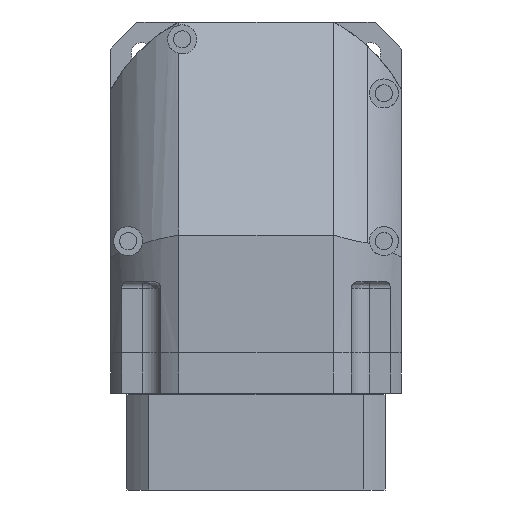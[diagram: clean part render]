
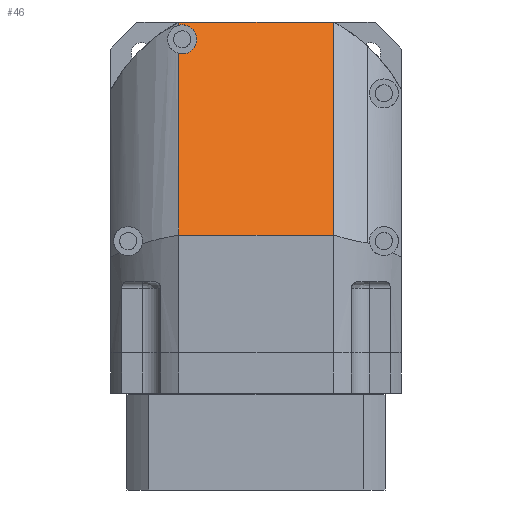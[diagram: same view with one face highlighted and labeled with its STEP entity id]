
A CAD part, front view. The second image highlights one B-rep face of the part: STEP entity #46.
In plain terms, the highlighted face is planar.
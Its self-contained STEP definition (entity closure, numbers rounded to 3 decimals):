
#46 = ADVANCED_FACE ( 'NONE', ( #4130 ), #14399, .T. ) ;
#415 = CARTESIAN_POINT ( 'NONE',  ( 35.121, 22.875, 63.564 ) ) ;
#586 = VECTOR ( 'NONE', #4511, 1000. ) ;
#684 = ORIENTED_EDGE ( 'NONE', *, *, #21083, .T. ) ;
#755 = DIRECTION ( 'NONE',  ( 0.804, 0., -0.594 ) ) ;
#848 = CARTESIAN_POINT ( 'NONE',  ( 57.123, -118.452, 47.318 ) ) ;
#921 = VERTEX_POINT ( 'NONE', #6219 ) ;
#1060 = DIRECTION ( 'NONE',  ( 0.594, 0., 0.804 ) ) ;
#1097 = EDGE_CURVE ( 'NONE', #14551, #13631, #9593, .T. ) ;
#2015 = CARTESIAN_POINT ( 'NONE',  ( 44.121, 22.875, 56.919 ) ) ;
#2123 = CARTESIAN_POINT ( 'NONE',  ( -21., -24., 105. ) ) ;
#2260 = DIRECTION ( 'NONE',  ( 0.804, 0., -0.594 ) ) ;
#2371 = CARTESIAN_POINT ( 'NONE',  ( 45., -24., 56.269 ) ) ;
#2856 = CARTESIAN_POINT ( 'NONE',  ( 45., 24., 56.269 ) ) ;
#3679 = ORIENTED_EDGE ( 'NONE', *, *, #20671, .T. ) ;
#3737 = ORIENTED_EDGE ( 'NONE', *, *, #4903, .T. ) ;
#3865 = EDGE_CURVE ( 'NONE', #10548, #15480, #12331, .T. ) ;
#4130 = FACE_OUTER_BOUND ( 'NONE', #12897, .T. ) ;
#4511 = DIRECTION ( 'NONE',  ( 0., -1., 0. ) ) ;
#4632 = CARTESIAN_POINT ( 'NONE',  ( 35.121, 22.875, 63.564 ) ) ;
#4903 = EDGE_CURVE ( 'NONE', #15207, #10548, #6033, .T. ) ;
#5102 = LINE ( 'NONE', #20148, #5612 ) ;
#5286 =( BOUNDED_CURVE ( )  B_SPLINE_CURVE ( 3, ( #11206, #12884, #7925, #19603 ),
 .UNSPECIFIED., .F., .F. ) 
 B_SPLINE_CURVE_WITH_KNOTS ( ( 4, 4 ),
 ( 6.031, 6.283 ),
 .UNSPECIFIED. ) 
 CURVE ( )  GEOMETRIC_REPRESENTATION_ITEM ( )  RATIONAL_B_SPLINE_CURVE ( ( 1., 0.995, 0.995, 1. ) ) 
 REPRESENTATION_ITEM ( '' )  );
#5521 =( BOUNDED_CURVE ( )  B_SPLINE_CURVE ( 3, ( #4632, #6286, #21346, #11343 ),
 .UNSPECIFIED., .F., .F. ) 
 B_SPLINE_CURVE_WITH_KNOTS ( ( 4, 4 ),
 ( 3.142, 3.394 ),
 .UNSPECIFIED. ) 
 CURVE ( )  GEOMETRIC_REPRESENTATION_ITEM ( )  RATIONAL_B_SPLINE_CURVE ( ( 1., 0.995, 0.995, 1. ) ) 
 REPRESENTATION_ITEM ( '' )  );
#5612 = VECTOR ( 'NONE', #10151, 1000. ) ;
#5845 = EDGE_CURVE ( 'NONE', #14749, #921, #5521, .T. ) ;
#6033 = LINE ( 'NONE', #9482, #586 ) ;
#6219 = CARTESIAN_POINT ( 'NONE',  ( 35.264, 24., 63.458 ) ) ;
#6286 = CARTESIAN_POINT ( 'NONE',  ( 35.121, 23.255, 63.564 ) ) ;
#7353 = AXIS2_PLACEMENT_3D ( 'NONE', #848, #1060, #11054 ) ;
#7925 = CARTESIAN_POINT ( 'NONE',  ( 44.121, 23.255, 56.919 ) ) ;
#8034 = ORIENTED_EDGE ( 'NONE', *, *, #1097, .F. ) ;
#8506 = ORIENTED_EDGE ( 'NONE', *, *, #15681, .T. ) ;
#8991 = CARTESIAN_POINT ( 'NONE',  ( 93.686, 24., 20.323 ) ) ;
#9482 = CARTESIAN_POINT ( 'NONE',  ( -21., 45., 105. ) ) ;
#9593 = LINE ( 'NONE', #20189, #18486 ) ;
#9919 = ORIENTED_EDGE ( 'NONE', *, *, #10629, .F. ) ;
#9992 = VERTEX_POINT ( 'NONE', #2015 ) ;
#10151 = DIRECTION ( 'NONE',  ( 0., 1., 0. ) ) ;
#10177 = DIRECTION ( 'NONE',  ( 0.804, 0., -0.594 ) ) ;
#10398 = CARTESIAN_POINT ( 'NONE',  ( 35.121, 13.875, 63.564 ) ) ;
#10548 = VERTEX_POINT ( 'NONE', #2123 ) ;
#10629 = EDGE_CURVE ( 'NONE', #15207, #921, #18799, .T. ) ;
#10729 = CARTESIAN_POINT ( 'NONE',  ( 57.123, -24., 47.318 ) ) ;
#11054 = DIRECTION ( 'NONE',  ( 0.804, 0., -0.594 ) ) ;
#11206 = CARTESIAN_POINT ( 'NONE',  ( 43.978, 24., 57.024 ) ) ;
#11343 = CARTESIAN_POINT ( 'NONE',  ( 35.264, 24., 63.458 ) ) ;
#11897 = CARTESIAN_POINT ( 'NONE',  ( 43.978, 24., 57.024 ) ) ;
#12331 = LINE ( 'NONE', #10729, #16257 ) ;
#12828 = CARTESIAN_POINT ( 'NONE',  ( -21., 24., 105. ) ) ;
#12884 = CARTESIAN_POINT ( 'NONE',  ( 44.073, 23.632, 56.954 ) ) ;
#12897 = EDGE_LOOP ( 'NONE', ( #20706, #684, #8034, #8506, #3679, #19190, #9919, #3737 ) ) ;
#13631 = VERTEX_POINT ( 'NONE', #2856 ) ;
#14399 = PLANE ( 'NONE',  #7353 ) ;
#14551 = VERTEX_POINT ( 'NONE', #11897 ) ;
#14749 = VERTEX_POINT ( 'NONE', #21205 ) ;
#15207 = VERTEX_POINT ( 'NONE', #12828 ) ;
#15331 = CARTESIAN_POINT ( 'NONE',  ( 44.121, 22.875, 56.919 ) ) ;
#15480 = VERTEX_POINT ( 'NONE', #2371 ) ;
#15681 = EDGE_CURVE ( 'NONE', #14551, #9992, #5286, .T. ) ;
#16257 = VECTOR ( 'NONE', #755, 1000. ) ;
#17017 = CARTESIAN_POINT ( 'NONE',  ( 44.121, 13.875, 56.919 ) ) ;
#18262 = VECTOR ( 'NONE', #2260, 1000. ) ;
#18486 = VECTOR ( 'NONE', #10177, 1000. ) ;
#18663 =( BOUNDED_CURVE ( )  B_SPLINE_CURVE ( 3, ( #15331, #17017, #10398, #415 ),
 .UNSPECIFIED., .F., .F. ) 
 B_SPLINE_CURVE_WITH_KNOTS ( ( 4, 4 ),
 ( 0., 3.142 ),
 .UNSPECIFIED. ) 
 CURVE ( )  GEOMETRIC_REPRESENTATION_ITEM ( )  RATIONAL_B_SPLINE_CURVE ( ( 1., 0.333, 0.333, 1. ) ) 
 REPRESENTATION_ITEM ( '' )  );
#18799 = LINE ( 'NONE', #8991, #18262 ) ;
#19190 = ORIENTED_EDGE ( 'NONE', *, *, #5845, .T. ) ;
#19603 = CARTESIAN_POINT ( 'NONE',  ( 44.121, 22.875, 56.919 ) ) ;
#20148 = CARTESIAN_POINT ( 'NONE',  ( 45., -118.452, 56.269 ) ) ;
#20189 = CARTESIAN_POINT ( 'NONE',  ( 93.686, 24., 20.323 ) ) ;
#20671 = EDGE_CURVE ( 'NONE', #9992, #14749, #18663, .T. ) ;
#20706 = ORIENTED_EDGE ( 'NONE', *, *, #3865, .T. ) ;
#21083 = EDGE_CURVE ( 'NONE', #15480, #13631, #5102, .T. ) ;
#21205 = CARTESIAN_POINT ( 'NONE',  ( 35.121, 22.875, 63.564 ) ) ;
#21346 = CARTESIAN_POINT ( 'NONE',  ( 35.169, 23.632, 63.528 ) ) ;
